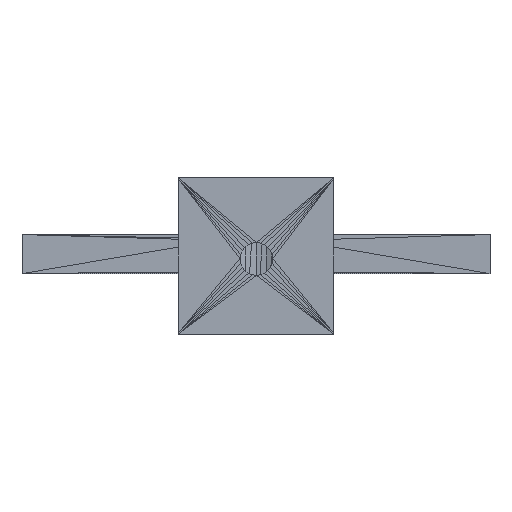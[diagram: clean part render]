
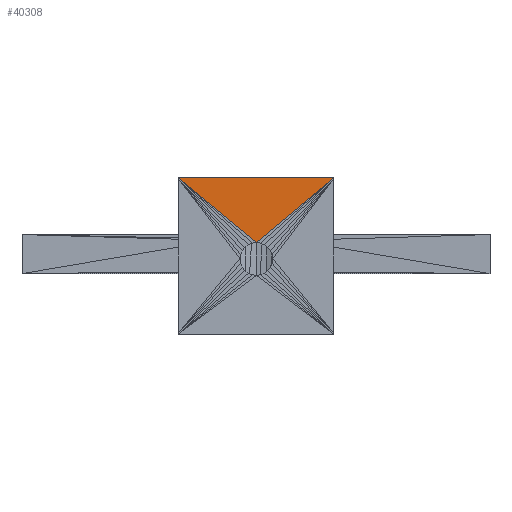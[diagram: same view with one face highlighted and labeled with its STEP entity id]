
A CAD part, front view. The second image highlights one B-rep face of the part: STEP entity #40308.
In plain terms, the highlighted planar face has unit normal (0, -1, 0).
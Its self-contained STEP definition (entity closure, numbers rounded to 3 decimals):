
#31426 = VERTEX_POINT('',#31427);
#31427 = CARTESIAN_POINT('',(30.042,0.,
    11.722));
#31441 = PLANE('',#31442);
#31442 = AXIS2_PLACEMENT_3D('',#31443,#31444,#31445);
#31443 = CARTESIAN_POINT('',(29.498,0.,
    11.65));
#31444 = DIRECTION('',(0.,1.,-0.));
#31445 = DIRECTION('',(0.,0.,1.));
#31547 = PLANE('',#31548);
#31548 = AXIS2_PLACEMENT_3D('',#31549,#31550,#31551);
#31549 = CARTESIAN_POINT('',(30.042,0.,
    11.722));
#31550 = DIRECTION('',(-0.,1.,0.));
#31551 = DIRECTION('',(0.,0.,1.));
#37398 = VERTEX_POINT('',#37399);
#37399 = CARTESIAN_POINT('',(20.,0.,
    20.));
#37589 = PLANE('',#37590);
#37590 = AXIS2_PLACEMENT_3D('',#37591,#37592,#37593);
#37591 = CARTESIAN_POINT('',(40.,0.,20.));
#37592 = DIRECTION('',(0.,0.,-1.));
#37593 = DIRECTION('',(-1.,0.,-0.));
#37604 = VERTEX_POINT('',#37605);
#37605 = CARTESIAN_POINT('',(40.,0.,20.));
#37626 = EDGE_CURVE('',#37398,#37604,#37627,.T.);
#37627 = SURFACE_CURVE('',#37628,(#37632,#37639),.PCURVE_S1.);
#37628 = LINE('',#37629,#37630);
#37629 = CARTESIAN_POINT('',(20.,0.,
    20.));
#37630 = VECTOR('',#37631,1.);
#37631 = DIRECTION('',(1.,0.,0.));
#37632 = PCURVE('',#37589,#37633);
#37633 = DEFINITIONAL_REPRESENTATION('',(#37634),#37638);
#37634 = LINE('',#37635,#37636);
#37635 = CARTESIAN_POINT('',(20.,0.));
#37636 = VECTOR('',#37637,1.);
#37637 = DIRECTION('',(-1.,0.));
#37638 = ( GEOMETRIC_REPRESENTATION_CONTEXT(2) 
PARAMETRIC_REPRESENTATION_CONTEXT() REPRESENTATION_CONTEXT('2D SPACE',''
  ) );
#37639 = PCURVE('',#37640,#37645);
#37640 = PLANE('',#37641);
#37641 = AXIS2_PLACEMENT_3D('',#37642,#37643,#37644);
#37642 = CARTESIAN_POINT('',(20.,0.,
    20.));
#37643 = DIRECTION('',(-0.,1.,0.));
#37644 = DIRECTION('',(0.,0.,1.));
#37645 = DEFINITIONAL_REPRESENTATION('',(#37646),#37649);
#37646 = B_SPLINE_CURVE_WITH_KNOTS('',1,(#37647,#37648),.UNSPECIFIED.,
  .F.,.F.,(2,2),(0.,20.),.PIECEWISE_BEZIER_KNOTS.);
#37647 = CARTESIAN_POINT('',(0.,0.));
#37648 = CARTESIAN_POINT('',(0.,20.));
#37649 = ( GEOMETRIC_REPRESENTATION_CONTEXT(2) 
PARAMETRIC_REPRESENTATION_CONTEXT() REPRESENTATION_CONTEXT('2D SPACE',''
  ) );
#40289 = EDGE_CURVE('',#37604,#31426,#40290,.T.);
#40290 = SURFACE_CURVE('',#40291,(#40295,#40302),.PCURVE_S1.);
#40291 = LINE('',#40292,#40293);
#40292 = CARTESIAN_POINT('',(40.,0.,20.));
#40293 = VECTOR('',#40294,1.);
#40294 = DIRECTION('',(-0.769,0.,-0.639));
#40295 = PCURVE('',#31547,#40296);
#40296 = DEFINITIONAL_REPRESENTATION('',(#40297),#40301);
#40297 = LINE('',#40298,#40299);
#40298 = CARTESIAN_POINT('',(8.278,9.958));
#40299 = VECTOR('',#40300,1.);
#40300 = DIRECTION('',(-0.639,-0.769));
#40301 = ( GEOMETRIC_REPRESENTATION_CONTEXT(2) 
PARAMETRIC_REPRESENTATION_CONTEXT() REPRESENTATION_CONTEXT('2D SPACE',''
  ) );
#40302 = PCURVE('',#37640,#40303);
#40303 = DEFINITIONAL_REPRESENTATION('',(#40304),#40307);
#40304 = B_SPLINE_CURVE_WITH_KNOTS('',1,(#40305,#40306),.UNSPECIFIED.,
  .F.,.F.,(2,2),(0.,12.949),.PIECEWISE_BEZIER_KNOTS.);
#40305 = CARTESIAN_POINT('',(0.,20.));
#40306 = CARTESIAN_POINT('',(-8.278,10.042));
#40307 = ( GEOMETRIC_REPRESENTATION_CONTEXT(2) 
PARAMETRIC_REPRESENTATION_CONTEXT() REPRESENTATION_CONTEXT('2D SPACE',''
  ) );
#40308 = ADVANCED_FACE('',(#40309),#37640,.F.);
#40309 = FACE_BOUND('',#40310,.T.);
#40310 = EDGE_LOOP('',(#40311,#40331,#40332));
#40311 = ORIENTED_EDGE('',*,*,#40312,.T.);
#40312 = EDGE_CURVE('',#37398,#31426,#40313,.T.);
#40313 = SURFACE_CURVE('',#40314,(#40318,#40325),.PCURVE_S1.);
#40314 = LINE('',#40315,#40316);
#40315 = CARTESIAN_POINT('',(20.,0.,
    20.));
#40316 = VECTOR('',#40317,1.);
#40317 = DIRECTION('',(0.772,0.,-0.636));
#40318 = PCURVE('',#37640,#40319);
#40319 = DEFINITIONAL_REPRESENTATION('',(#40320),#40324);
#40320 = LINE('',#40321,#40322);
#40321 = CARTESIAN_POINT('',(0.,0.));
#40322 = VECTOR('',#40323,1.);
#40323 = DIRECTION('',(-0.636,0.772));
#40324 = ( GEOMETRIC_REPRESENTATION_CONTEXT(2) 
PARAMETRIC_REPRESENTATION_CONTEXT() REPRESENTATION_CONTEXT('2D SPACE',''
  ) );
#40325 = PCURVE('',#31441,#40326);
#40326 = DEFINITIONAL_REPRESENTATION('',(#40327),#40330);
#40327 = B_SPLINE_CURVE_WITH_KNOTS('',1,(#40328,#40329),.UNSPECIFIED.,
  .F.,.F.,(2,2),(0.,13.014),.PIECEWISE_BEZIER_KNOTS.);
#40328 = CARTESIAN_POINT('',(8.35,-9.498));
#40329 = CARTESIAN_POINT('',(0.072,0.544));
#40330 = ( GEOMETRIC_REPRESENTATION_CONTEXT(2) 
PARAMETRIC_REPRESENTATION_CONTEXT() REPRESENTATION_CONTEXT('2D SPACE',''
  ) );
#40331 = ORIENTED_EDGE('',*,*,#40289,.F.);
#40332 = ORIENTED_EDGE('',*,*,#37626,.F.);
